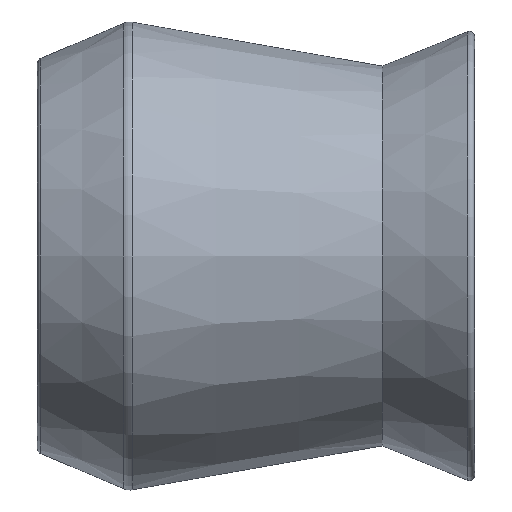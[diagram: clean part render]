
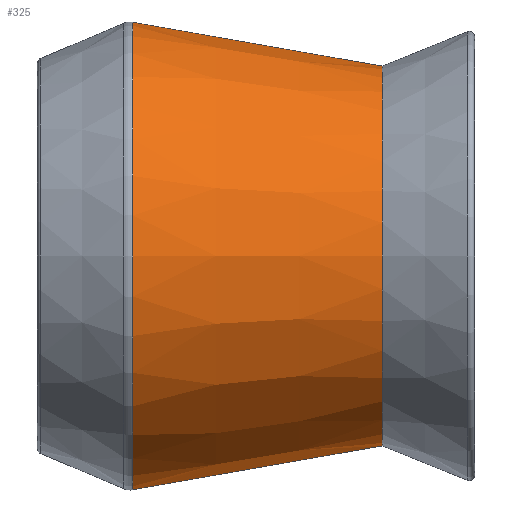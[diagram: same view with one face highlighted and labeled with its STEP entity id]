
A CAD part, front view. The second image highlights one B-rep face of the part: STEP entity #325.
In plain terms, the highlighted conical face has half-angle 10 degrees and reference radius 33.958 mm.
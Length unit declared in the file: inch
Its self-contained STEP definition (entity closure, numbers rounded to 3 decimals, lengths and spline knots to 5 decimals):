
#5 = CARTESIAN_POINT ( 'NONE',  ( -0.70382, 1.226, 26.66306 ) ) ;
#8 = EDGE_CURVE ( 'NONE', #461, #457, #30, .T. ) ;
#11 = AXIS2_PLACEMENT_3D ( 'NONE', #198, #288, #148 ) ;
#22 = DIRECTION ( 'NONE',  ( 1., 0., 0. ) ) ;
#30 = LINE ( 'NONE', #260, #197 ) ;
#34 = VERTEX_POINT ( 'NONE', #430 ) ;
#49 = CARTESIAN_POINT ( 'NONE',  ( -0.70382, 1.226, 28. ) ) ;
#61 = VECTOR ( 'NONE', #367, 39.37008 ) ;
#62 = EDGE_CURVE ( 'NONE', #439, #457, #208, .T. ) ;
#101 = ORIENTED_EDGE ( 'NONE', *, *, #440, .T. ) ;
#139 = ORIENTED_EDGE ( 'NONE', *, *, #62, .T. ) ;
#148 = DIRECTION ( 'NONE',  ( 0., 0., -1. ) ) ;
#152 = CARTESIAN_POINT ( 'NONE',  ( -0.70382, 1.226, 29.33694 ) ) ;
#184 = ORIENTED_EDGE ( 'NONE', *, *, #8, .F. ) ;
#197 = VECTOR ( 'NONE', #336, 39.37008 ) ;
#198 = CARTESIAN_POINT ( 'NONE',  ( 0.72072, 1.226, 28. ) ) ;
#208 = CIRCLE ( 'NONE', #211, 1.33694 ) ;
#211 = AXIS2_PLACEMENT_3D ( 'NONE', #388, #22, #371 ) ;
#222 = LINE ( 'NONE', #152, #61 ) ;
#234 = CARTESIAN_POINT ( 'NONE',  ( 0.72072, 1.226, 26.91424 ) ) ;
#242 = DIRECTION ( 'NONE',  ( -1., 0., 0. ) ) ;
#260 = CARTESIAN_POINT ( 'NONE',  ( -0.70382, 1.226, 26.66306 ) ) ;
#283 = CIRCLE ( 'NONE', #11, 1.08576 ) ;
#288 = DIRECTION ( 'NONE',  ( 1., 0., 0. ) ) ;
#296 = DIRECTION ( 'NONE',  ( 0., 0., 1. ) ) ;
#300 = EDGE_LOOP ( 'NONE', ( #184, #318, #101, #139 ) ) ;
#318 = ORIENTED_EDGE ( 'NONE', *, *, #330, .F. ) ;
#325 = ADVANCED_FACE ( 'NONE', ( #428 ), #431, .T. ) ;
#330 = EDGE_CURVE ( 'NONE', #34, #461, #283, .T. ) ;
#336 = DIRECTION ( 'NONE',  ( -0.985, 0., -0.174 ) ) ;
#367 = DIRECTION ( 'NONE',  ( -0.985, 0., 0.174 ) ) ;
#371 = DIRECTION ( 'NONE',  ( 0., 0., -1. ) ) ;
#377 = AXIS2_PLACEMENT_3D ( 'NONE', #49, #242, #296 ) ;
#388 = CARTESIAN_POINT ( 'NONE',  ( -0.70382, 1.226, 28. ) ) ;
#390 = CARTESIAN_POINT ( 'NONE',  ( -0.70382, 1.226, 29.33694 ) ) ;
#428 = FACE_OUTER_BOUND ( 'NONE', #300, .T. ) ;
#430 = CARTESIAN_POINT ( 'NONE',  ( 0.72072, 1.226, 29.08576 ) ) ;
#431 = CONICAL_SURFACE ( 'NONE', #377, 1.33694, 0.175 ) ;
#439 = VERTEX_POINT ( 'NONE', #390 ) ;
#440 = EDGE_CURVE ( 'NONE', #34, #439, #222, .T. ) ;
#457 = VERTEX_POINT ( 'NONE', #5 ) ;
#461 = VERTEX_POINT ( 'NONE', #234 ) ;
